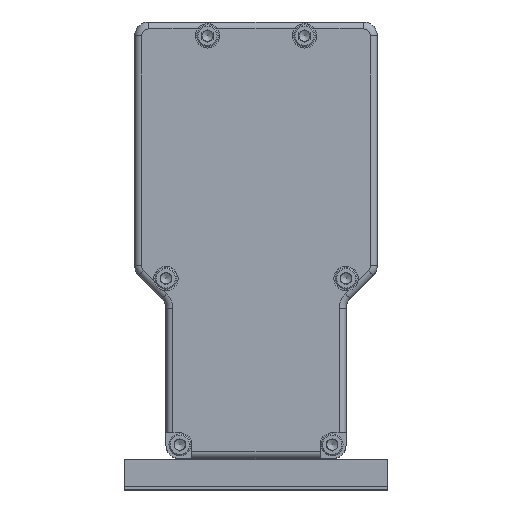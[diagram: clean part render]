
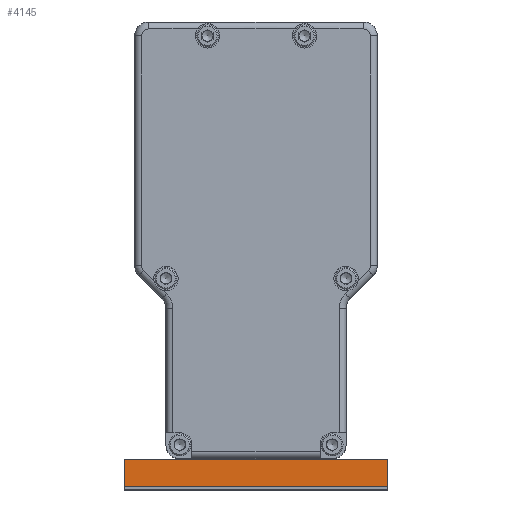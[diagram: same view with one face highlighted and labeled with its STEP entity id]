
A CAD part, top view. The second image highlights one B-rep face of the part: STEP entity #4145.
In plain terms, the highlighted planar face has unit normal (0, 0, 1).
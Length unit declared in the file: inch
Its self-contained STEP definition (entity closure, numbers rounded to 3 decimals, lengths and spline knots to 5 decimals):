
#616 = LINE ( 'NONE', #27920, #10743 ) ;
#1647 = ORIENTED_EDGE ( 'NONE', *, *, #22697, .F. ) ;
#1924 = LINE ( 'NONE', #21556, #4994 ) ;
#3195 = AXIS2_PLACEMENT_3D ( 'NONE', #20872, #25961, #8455 ) ;
#4145 = ADVANCED_FACE ( 'NONE', ( #28576 ), #10901, .F. ) ;
#4198 = CARTESIAN_POINT ( 'NONE',  ( -2.375, 0., 0.5625 ) ) ;
#4994 = VECTOR ( 'NONE', #9287, 39.37008 ) ;
#5360 = DIRECTION ( 'NONE',  ( -1., 0., 0. ) ) ;
#6905 = LINE ( 'NONE', #18996, #11518 ) ;
#7917 = CARTESIAN_POINT ( 'NONE',  ( 2.375, -0.5, 0.5625 ) ) ;
#8455 = DIRECTION ( 'NONE',  ( 1., 0., 0. ) ) ;
#9287 = DIRECTION ( 'NONE',  ( 0., 1., 0. ) ) ;
#9420 = VERTEX_POINT ( 'NONE', #26688 ) ;
#10743 = VECTOR ( 'NONE', #5360, 39.37008 ) ;
#10901 = PLANE ( 'NONE',  #3195 ) ;
#11518 = VECTOR ( 'NONE', #16847, 39.37008 ) ;
#11621 = VECTOR ( 'NONE', #17868, 39.37008 ) ;
#11702 = ORIENTED_EDGE ( 'NONE', *, *, #17823, .T. ) ;
#12122 = CARTESIAN_POINT ( 'NONE',  ( 2.375, 0., 0.5625 ) ) ;
#12360 = VERTEX_POINT ( 'NONE', #12122 ) ;
#13128 = LINE ( 'NONE', #7917, #11621 ) ;
#13205 = VERTEX_POINT ( 'NONE', #29996 ) ;
#16847 = DIRECTION ( 'NONE',  ( 0., 1., 0. ) ) ;
#17823 = EDGE_CURVE ( 'NONE', #12360, #29909, #616, .T. ) ;
#17868 = DIRECTION ( 'NONE',  ( -1., 0., 0. ) ) ;
#18996 = CARTESIAN_POINT ( 'NONE',  ( -2.375, -0.5, 0.5625 ) ) ;
#20872 = CARTESIAN_POINT ( 'NONE',  ( 2.375, -0.5, 0.5625 ) ) ;
#21556 = CARTESIAN_POINT ( 'NONE',  ( 2.375, -0.5, 0.5625 ) ) ;
#22697 = EDGE_CURVE ( 'NONE', #9420, #13205, #13128, .T. ) ;
#24600 = ORIENTED_EDGE ( 'NONE', *, *, #25128, .T. ) ;
#25128 = EDGE_CURVE ( 'NONE', #9420, #12360, #1924, .T. ) ;
#25961 = DIRECTION ( 'NONE',  ( 0., 0., -1. ) ) ;
#26324 = EDGE_LOOP ( 'NONE', ( #11702, #31881, #1647, #24600 ) ) ;
#26688 = CARTESIAN_POINT ( 'NONE',  ( 2.375, -0.5, 0.5625 ) ) ;
#27920 = CARTESIAN_POINT ( 'NONE',  ( 2.375, 0., 0.5625 ) ) ;
#28576 = FACE_OUTER_BOUND ( 'NONE', #26324, .T. ) ;
#29909 = VERTEX_POINT ( 'NONE', #4198 ) ;
#29996 = CARTESIAN_POINT ( 'NONE',  ( -2.375, -0.5, 0.5625 ) ) ;
#30228 = EDGE_CURVE ( 'NONE', #13205, #29909, #6905, .T. ) ;
#31881 = ORIENTED_EDGE ( 'NONE', *, *, #30228, .F. ) ;
